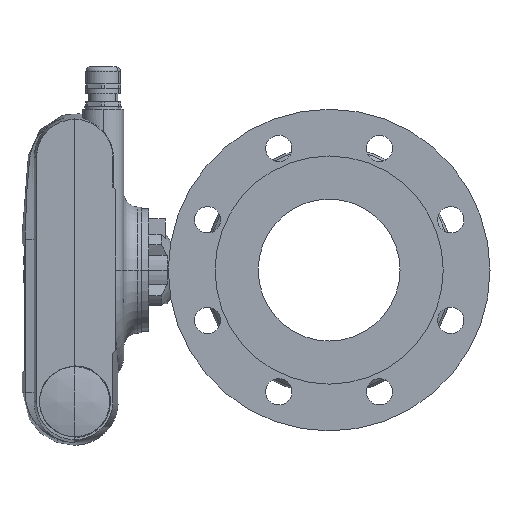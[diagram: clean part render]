
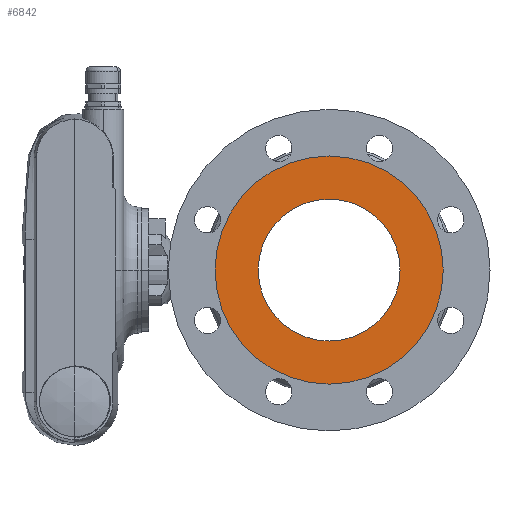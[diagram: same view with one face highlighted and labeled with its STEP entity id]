
A CAD part, left-side view. The second image highlights one B-rep face of the part: STEP entity #6842.
In plain terms, the highlighted planar face has unit normal (-1, 0, 0).
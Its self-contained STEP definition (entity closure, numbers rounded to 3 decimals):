
#390 = AXIS2_PLACEMENT_3D ( 'NONE', #16228, #16233, #16234 ) ;
#920 = VERTEX_POINT ( 'NONE', #4734 ) ;
#921 = VERTEX_POINT ( 'NONE', #3947 ) ;
#938 = VERTEX_POINT ( 'NONE', #2164 ) ;
#946 = VERTEX_POINT ( 'NONE', #2156 ) ;
#2156 = CARTESIAN_POINT ( 'NONE',  ( -119.805, -117.017, -59.043 ) ) ;
#2164 = CARTESIAN_POINT ( 'NONE',  ( -119.805, -117.017, 37.957 ) ) ;
#2490 = EDGE_LOOP ( 'NONE', ( #5809, #5810 ) ) ;
#2574 = EDGE_LOOP ( 'NONE', ( #5807, #5808 ) ) ;
#2737 = CARTESIAN_POINT ( 'NONE',  ( -119.805, -117.017, -10.543 ) ) ;
#2738 = DIRECTION ( 'NONE',  ( 1., 0., 0. ) ) ;
#2739 = DIRECTION ( 'NONE',  ( 0., 0., -1. ) ) ;
#3947 = CARTESIAN_POINT ( 'NONE',  ( -119.805, -117.017, 67.457 ) ) ;
#4734 = CARTESIAN_POINT ( 'NONE',  ( -119.805, -117.017, -88.543 ) ) ;
#5807 = ORIENTED_EDGE ( 'NONE', *, *, #6317, .F. ) ;
#5808 = ORIENTED_EDGE ( 'NONE', *, *, #18828, .F. ) ;
#5809 = ORIENTED_EDGE ( 'NONE', *, *, #6398, .T. ) ;
#5810 = ORIENTED_EDGE ( 'NONE', *, *, #8224, .T. ) ;
#6286 = AXIS2_PLACEMENT_3D ( 'NONE', #11755, #11756, #11757 ) ;
#6317 = EDGE_CURVE ( 'NONE', #921, #920, #13286, .T. ) ;
#6382 = AXIS2_PLACEMENT_3D ( 'NONE', #11428, #11429, #11430 ) ;
#6398 = EDGE_CURVE ( 'NONE', #946, #938, #13348, .T. ) ;
#6842 = ADVANCED_FACE ( 'NONE', ( #13960, #13964 ), #16229, .T. ) ;
#8224 = EDGE_CURVE ( 'NONE', #938, #946, #14629, .T. ) ;
#11428 = CARTESIAN_POINT ( 'NONE',  ( -119.805, -117.017, -10.543 ) ) ;
#11429 = DIRECTION ( 'NONE',  ( 1., 0., 0. ) ) ;
#11430 = DIRECTION ( 'NONE',  ( 0., 0., -1. ) ) ;
#11755 = CARTESIAN_POINT ( 'NONE',  ( -119.805, -117.017, -10.543 ) ) ;
#11756 = DIRECTION ( 'NONE',  ( 1., 0., 0. ) ) ;
#11757 = DIRECTION ( 'NONE',  ( 0., 0., -1. ) ) ;
#12440 = AXIS2_PLACEMENT_3D ( 'NONE', #2737, #2738, #2739 ) ;
#12812 = AXIS2_PLACEMENT_3D ( 'NONE', #18672, #18673, #18674 ) ;
#13286 = CIRCLE ( 'NONE', #6382, 78. ) ;
#13348 = CIRCLE ( 'NONE', #6286, 48.5 ) ;
#13960 = FACE_OUTER_BOUND ( 'NONE', #2574, .T. ) ;
#13964 = FACE_BOUND ( 'NONE', #2490, .T. ) ;
#14629 = CIRCLE ( 'NONE', #12440, 48.5 ) ;
#16228 = CARTESIAN_POINT ( 'NONE',  ( -119.805, -117.017, -59.043 ) ) ;
#16229 = PLANE ( 'NONE',  #390 ) ;
#16233 = DIRECTION ( 'NONE',  ( -1., 0., 0. ) ) ;
#16234 = DIRECTION ( 'NONE',  ( 0., 0., 1. ) ) ;
#17476 = CIRCLE ( 'NONE', #12812, 78. ) ;
#18672 = CARTESIAN_POINT ( 'NONE',  ( -119.805, -117.017, -10.543 ) ) ;
#18673 = DIRECTION ( 'NONE',  ( 1., 0., 0. ) ) ;
#18674 = DIRECTION ( 'NONE',  ( 0., 0., -1. ) ) ;
#18828 = EDGE_CURVE ( 'NONE', #920, #921, #17476, .T. ) ;
